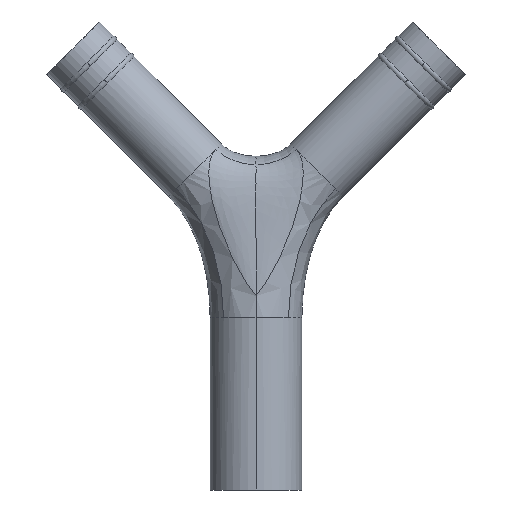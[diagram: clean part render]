
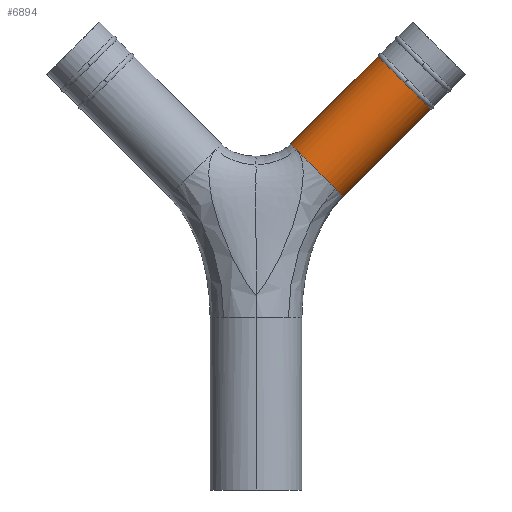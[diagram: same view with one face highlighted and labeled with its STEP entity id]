
A CAD part, front view. The second image highlights one B-rep face of the part: STEP entity #6894.
In plain terms, the highlighted cylindrical face has radius 10.75 mm (diameter 21.5 mm), a partial arc.
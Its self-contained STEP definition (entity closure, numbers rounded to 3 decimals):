
#246=CARTESIAN_POINT('',(25.279,0.,10.076));
#258=DIRECTION('',(-0.707,0.,-0.707));
#259=VECTOR('',#258,35.786);
#260=CARTESIAN_POINT('',(50.583,0.,35.381));
#261=LINE('',#260,#259);
#300=CARTESIAN_POINT('',(42.982,0.,42.982));
#301=DIRECTION('',(0.707,0.,0.707));
#302=DIRECTION('',(0.,-1.,0.));
#303=AXIS2_PLACEMENT_3D('',#300,#301,#302);
#305=CARTESIAN_POINT('',(23.053,-7.601,12.302));
#306=CARTESIAN_POINT('',(23.229,-7.352,12.126));
#307=CARTESIAN_POINT('',(23.561,-6.831,11.79));
#308=CARTESIAN_POINT('',(24.001,-5.982,11.34));
#309=CARTESIAN_POINT('',(24.383,-5.075,10.953));
#310=CARTESIAN_POINT('',(24.702,-4.12,10.634));
#311=CARTESIAN_POINT('',(24.956,-3.125,10.384));
#312=CARTESIAN_POINT('',(25.141,-2.1,10.206));
#313=CARTESIAN_POINT('',(25.254,-1.054,10.1));
#314=CARTESIAN_POINT('',(25.279,-0.351,10.076));
#315=CARTESIAN_POINT('',(25.279,0.,10.076));
#317=CARTESIAN_POINT('',(17.678,0.,17.678));
#318=DIRECTION('',(0.707,0.,0.707));
#319=DIRECTION('',(-0.554,-0.621,0.554));
#320=AXIS2_PLACEMENT_3D('',#317,#318,#319);
#322=CARTESIAN_POINT('',(11.672,-6.589,23.684));
#323=CARTESIAN_POINT('',(11.688,-6.619,23.667));
#324=CARTESIAN_POINT('',(11.705,-6.649,23.651));
#325=CARTESIAN_POINT('',(11.721,-6.679,23.634));
#327=CARTESIAN_POINT('',(17.677,0.,17.677));
#328=DIRECTION('',(0.707,0.,0.707));
#329=DIRECTION('',(-0.707,0.,0.707));
#330=AXIS2_PLACEMENT_3D('',#327,#328,#329);
#332=DIRECTION('',(-0.707,0.,-0.707));
#333=VECTOR('',#332,35.786);
#334=CARTESIAN_POINT('',(35.381,0.,50.583));
#335=LINE('',#334,#333);
#336=CARTESIAN_POINT('',(42.982,0.,42.982));
#337=DIRECTION('',(0.707,0.,0.707));
#338=DIRECTION('',(-0.707,0.,0.707));
#339=AXIS2_PLACEMENT_3D('',#336,#337,#338);
#5191=VERTEX_POINT('',#246);
#5194=CARTESIAN_POINT('',(10.076,0.,25.279));
#5196=VERTEX_POINT('',#5194);
#5199=CARTESIAN_POINT('',(11.671,-6.589,23.683));
#5200=VERTEX_POINT('',#5199);
#5201=VERTEX_POINT('',#325);
#5202=CARTESIAN_POINT('',(23.053,-7.601,12.302));
#5203=VERTEX_POINT('',#5202);
#5239=CARTESIAN_POINT('',(50.583,0.,35.381));
#5241=VERTEX_POINT('',#5239);
#5251=CARTESIAN_POINT('',(35.381,0.,50.583));
#5252=VERTEX_POINT('',#5251);
#5259=CARTESIAN_POINT('',(42.982,-10.75,42.982));
#5260=VERTEX_POINT('',#5259);
#6873=CARTESIAN_POINT('',(53.033,0.,53.033));
#6874=DIRECTION('',(0.707,0.,0.707));
#6875=DIRECTION('',(0.707,0.,-0.707));
#6876=AXIS2_PLACEMENT_3D('',#6873,#6874,#6875);
#6877=CYLINDRICAL_SURFACE('',#6876,10.75);
#6879=ORIENTED_EDGE('',*,*,#6878,.T.);
#6880=ORIENTED_EDGE('',*,*,#6819,.T.);
#6882=ORIENTED_EDGE('',*,*,#6881,.F.);
#6884=ORIENTED_EDGE('',*,*,#6883,.F.);
#6886=ORIENTED_EDGE('',*,*,#6885,.F.);
#6888=ORIENTED_EDGE('',*,*,#6887,.F.);
#6889=ORIENTED_EDGE('',*,*,#6809,.F.);
#6891=ORIENTED_EDGE('',*,*,#6890,.T.);
#6892=EDGE_LOOP('',(#6879,#6880,#6882,#6884,#6886,#6888,#6889,#6891));
#6893=FACE_OUTER_BOUND('',#6892,.F.);
#6894=ADVANCED_FACE('',(#6893),#6877,.T.);
#304=CIRCLE('',#303,10.75);
#316=B_SPLINE_CURVE_WITH_KNOTS('',3,(#305,#306,#307,#308,#309,#310,#311,#312,
#313,#314,#315),.UNSPECIFIED.,.F.,.F.,(4,1,1,1,1,1,1,1,4),(0.,0.125,0.25,
0.375,0.5,0.625,0.75,0.875,1.),.UNSPECIFIED.);
#321=CIRCLE('',#320,10.75);
#326=B_SPLINE_CURVE_WITH_KNOTS('',3,(#322,#323,#324,#325),.UNSPECIFIED.,.F.,.F.,
(4,4),(0.,1.),.UNSPECIFIED.);
#331=CIRCLE('',#330,10.75);
#340=CIRCLE('',#339,10.75);
#6809=EDGE_CURVE('',#5252,#5196,#335,.T.);
#6819=EDGE_CURVE('',#5241,#5191,#261,.T.);
#6878=EDGE_CURVE('',#5260,#5241,#304,.T.);
#6881=EDGE_CURVE('',#5203,#5191,#316,.T.);
#6883=EDGE_CURVE('',#5201,#5203,#321,.T.);
#6885=EDGE_CURVE('',#5200,#5201,#326,.T.);
#6887=EDGE_CURVE('',#5196,#5200,#331,.T.);
#6890=EDGE_CURVE('',#5252,#5260,#340,.T.);
